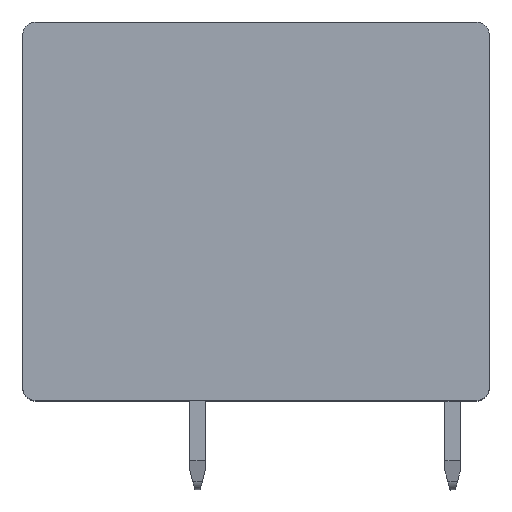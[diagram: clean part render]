
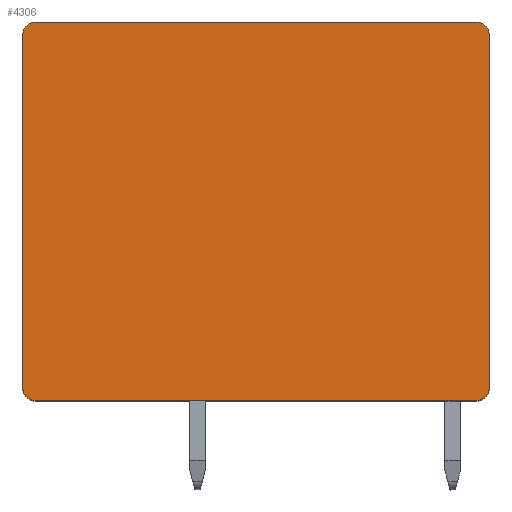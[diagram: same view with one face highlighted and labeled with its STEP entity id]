
A CAD part, top view. The second image highlights one B-rep face of the part: STEP entity #4306.
In plain terms, the highlighted planar face has unit normal (0, 0, 1).
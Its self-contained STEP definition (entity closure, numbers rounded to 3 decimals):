
#1649=CARTESIAN_POINT('',(-11.375,9.1,13.05));
#1650=DIRECTION('',(0.,0.,1.));
#1651=DIRECTION('',(0.,1.,0.));
#1652=AXIS2_PLACEMENT_3D('',#1649,#1650,#1651);
#1654=DIRECTION('',(-1.,0.,0.));
#1655=VECTOR('',#1654,22.75);
#1656=CARTESIAN_POINT('',(11.375,9.8,13.05));
#1657=LINE('',#1656,#1655);
#1658=CARTESIAN_POINT('',(11.375,9.1,13.05));
#1659=DIRECTION('',(0.,0.,1.));
#1660=DIRECTION('',(1.,0.,0.));
#1661=AXIS2_PLACEMENT_3D('',#1658,#1659,#1660);
#1663=DIRECTION('',(0.,1.,0.));
#1664=VECTOR('',#1663,18.2);
#1665=CARTESIAN_POINT('',(12.075,-9.1,13.05));
#1666=LINE('',#1665,#1664);
#1667=CARTESIAN_POINT('',(11.375,-9.1,13.05));
#1668=DIRECTION('',(0.,0.,1.));
#1669=DIRECTION('',(0.,-1.,0.));
#1670=AXIS2_PLACEMENT_3D('',#1667,#1668,#1669);
#1672=DIRECTION('',(1.,0.,0.));
#1673=VECTOR('',#1672,22.75);
#1674=CARTESIAN_POINT('',(-11.375,-9.8,13.05));
#1675=LINE('',#1674,#1673);
#1676=CARTESIAN_POINT('',(-11.375,-9.1,13.05));
#1677=DIRECTION('',(0.,0.,1.));
#1678=DIRECTION('',(-1.,0.,0.));
#1679=AXIS2_PLACEMENT_3D('',#1676,#1677,#1678);
#1681=DIRECTION('',(0.,-1.,0.));
#1682=VECTOR('',#1681,18.2);
#1683=CARTESIAN_POINT('',(-12.075,9.1,13.05));
#1684=LINE('',#1683,#1682);
#1902=CARTESIAN_POINT('',(-11.375,9.8,13.05));
#1903=CARTESIAN_POINT('',(-12.075,9.1,13.05));
#1904=VERTEX_POINT('',#1902);
#1905=VERTEX_POINT('',#1903);
#1910=CARTESIAN_POINT('',(12.075,9.1,13.05));
#1911=VERTEX_POINT('',#1910);
#1912=CARTESIAN_POINT('',(11.375,9.8,13.05));
#1913=VERTEX_POINT('',#1912);
#1918=CARTESIAN_POINT('',(11.375,-9.8,13.05));
#1919=VERTEX_POINT('',#1918);
#1920=CARTESIAN_POINT('',(12.075,-9.1,13.05));
#1921=VERTEX_POINT('',#1920);
#1926=CARTESIAN_POINT('',(-12.075,-9.1,13.05));
#1927=VERTEX_POINT('',#1926);
#1928=CARTESIAN_POINT('',(-11.375,-9.8,13.05));
#1929=VERTEX_POINT('',#1928);
#4291=CARTESIAN_POINT('',(0.,0.,13.05));
#4292=DIRECTION('',(0.,0.,1.));
#4293=DIRECTION('',(1.,0.,0.));
#4294=AXIS2_PLACEMENT_3D('',#4291,#4292,#4293);
#4295=PLANE('',#4294);
#4296=ORIENTED_EDGE('',*,*,#2229,.F.);
#4297=ORIENTED_EDGE('',*,*,#2351,.F.);
#4298=ORIENTED_EDGE('',*,*,#2652,.F.);
#4299=ORIENTED_EDGE('',*,*,#2667,.F.);
#4300=ORIENTED_EDGE('',*,*,#2680,.F.);
#4301=ORIENTED_EDGE('',*,*,#2695,.F.);
#4302=ORIENTED_EDGE('',*,*,#3000,.F.);
#4303=ORIENTED_EDGE('',*,*,#3012,.F.);
#4304=EDGE_LOOP('',(#4296,#4297,#4298,#4299,#4300,#4301,#4302,#4303));
#4305=FACE_OUTER_BOUND('',#4304,.F.);
#1653=CIRCLE('',#1652,0.7);
#1662=CIRCLE('',#1661,0.7);
#1671=CIRCLE('',#1670,0.7);
#1680=CIRCLE('',#1679,0.7);
#2229=EDGE_CURVE('',#1904,#1905,#1653,.T.);
#2351=EDGE_CURVE('',#1913,#1904,#1657,.T.);
#2652=EDGE_CURVE('',#1911,#1913,#1662,.T.);
#2667=EDGE_CURVE('',#1921,#1911,#1666,.T.);
#2680=EDGE_CURVE('',#1919,#1921,#1671,.T.);
#2695=EDGE_CURVE('',#1929,#1919,#1675,.T.);
#3000=EDGE_CURVE('',#1927,#1929,#1680,.T.);
#3012=EDGE_CURVE('',#1905,#1927,#1684,.T.);
#4306=ADVANCED_FACE('',(#4305),#4295,.T.);
